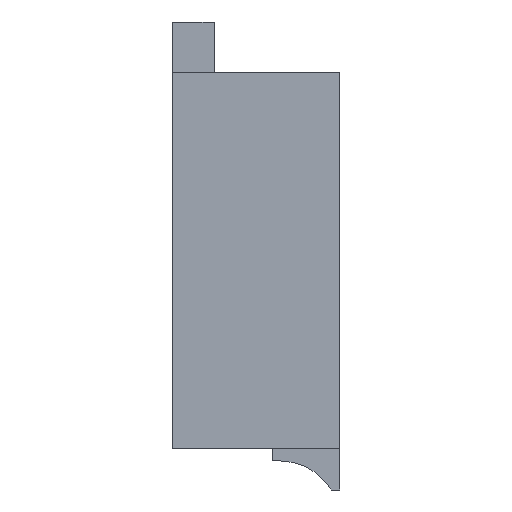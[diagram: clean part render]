
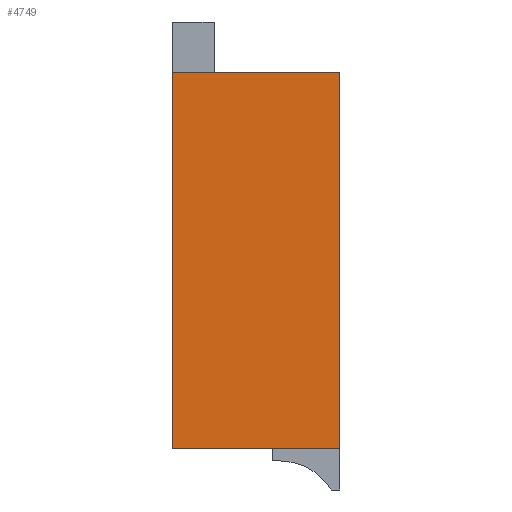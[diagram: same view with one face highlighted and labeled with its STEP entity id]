
A CAD part, left-side view. The second image highlights one B-rep face of the part: STEP entity #4749.
In plain terms, the highlighted planar face has unit normal (-1, 0, 0).
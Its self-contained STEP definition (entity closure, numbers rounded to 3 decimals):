
#220=DIRECTION('',(0.,0.,1.));
#221=VECTOR('',#220,4.5);
#222=CARTESIAN_POINT('',(-5.05,0.,-2.25));
#223=LINE('',#222,#221);
#824=DIRECTION('',(0.,1.,0.));
#825=VECTOR('',#824,2.);
#826=CARTESIAN_POINT('',(-5.05,0.,2.25));
#827=LINE('',#826,#825);
#1740=DIRECTION('',(0.,0.,1.));
#1741=VECTOR('',#1740,4.5);
#1742=CARTESIAN_POINT('',(-5.05,2.,-2.25));
#1743=LINE('',#1742,#1741);
#1788=DIRECTION('',(0.,1.,0.));
#1789=VECTOR('',#1788,2.);
#1790=CARTESIAN_POINT('',(-5.05,0.,-2.25));
#1791=LINE('',#1790,#1789);
#1800=CARTESIAN_POINT('',(-5.05,0.,-2.25));
#1801=CARTESIAN_POINT('',(-5.05,0.,2.25));
#1802=VERTEX_POINT('',#1800);
#1803=VERTEX_POINT('',#1801);
#1808=CARTESIAN_POINT('',(-5.05,2.,-2.25));
#1809=CARTESIAN_POINT('',(-5.05,2.,2.25));
#1810=VERTEX_POINT('',#1808);
#1811=VERTEX_POINT('',#1809);
#4738=CARTESIAN_POINT('',(-5.05,0.,-2.25));
#4739=DIRECTION('',(-1.,0.,0.));
#4740=DIRECTION('',(0.,0.,1.));
#4741=AXIS2_PLACEMENT_3D('',#4738,#4739,#4740);
#4742=PLANE('',#4741);
#4743=ORIENTED_EDGE('',*,*,#2439,.F.);
#4744=ORIENTED_EDGE('',*,*,#2462,.T.);
#4745=ORIENTED_EDGE('',*,*,#4695,.T.);
#4746=ORIENTED_EDGE('',*,*,#3486,.F.);
#4747=EDGE_LOOP('',(#4743,#4744,#4745,#4746));
#4748=FACE_OUTER_BOUND('',#4747,.F.);
#4749=ADVANCED_FACE('',(#4748),#4742,.T.);
#2439=EDGE_CURVE('',#1802,#1803,#223,.T.);
#2462=EDGE_CURVE('',#1802,#1810,#1791,.T.);
#3486=EDGE_CURVE('',#1803,#1811,#827,.T.);
#4695=EDGE_CURVE('',#1810,#1811,#1743,.T.);
